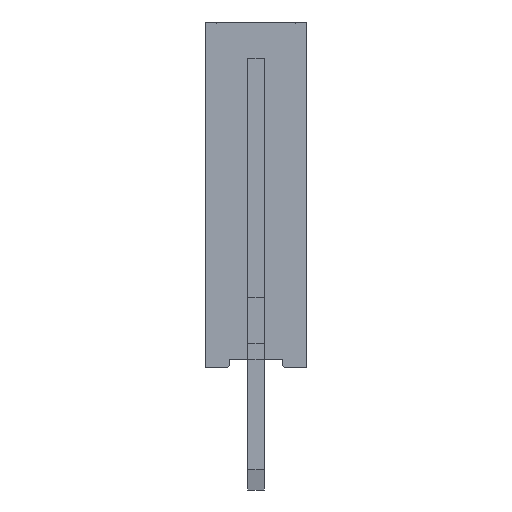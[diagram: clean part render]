
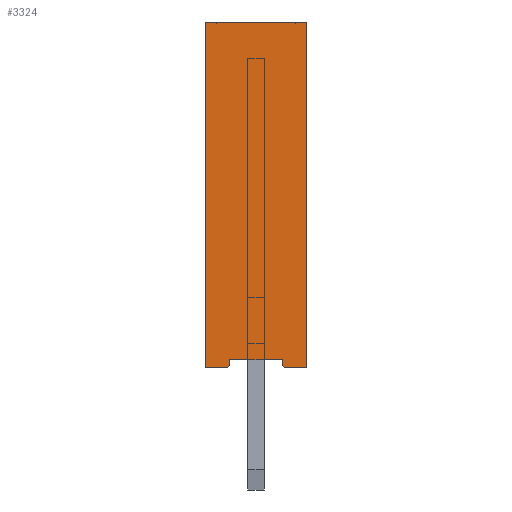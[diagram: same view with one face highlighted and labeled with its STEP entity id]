
A CAD part, front view. The second image highlights one B-rep face of the part: STEP entity #3324.
In plain terms, the highlighted planar face has unit normal (0, -1, 0).
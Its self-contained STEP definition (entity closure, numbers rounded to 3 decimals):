
#1048 = VERTEX_POINT('',#1049);
#1049 = CARTESIAN_POINT('',(-1.25,-74.93,0.));
#1055 = EDGE_CURVE('',#1056,#1048,#1058,.T.);
#1056 = VERTEX_POINT('',#1057);
#1057 = CARTESIAN_POINT('',(-0.75,-74.93,0.));
#1058 = LINE('',#1059,#1060);
#1059 = CARTESIAN_POINT('',(1.25,-74.93,0.));
#1060 = VECTOR('',#1061,1.);
#1061 = DIRECTION('',(-1.,0.,0.));
#1079 = EDGE_CURVE('',#1080,#1056,#1082,.T.);
#1080 = VERTEX_POINT('',#1081);
#1081 = CARTESIAN_POINT('',(-0.65,-74.93,0.1));
#1082 = CIRCLE('',#1083,0.1);
#1083 = AXIS2_PLACEMENT_3D('',#1084,#1085,#1086);
#1084 = CARTESIAN_POINT('',(-0.75,-74.93,0.1));
#1085 = DIRECTION('',(-0.,1.,0.));
#1086 = DIRECTION('',(1.,0.,0.));
#1104 = VERTEX_POINT('',#1105);
#1105 = CARTESIAN_POINT('',(-0.65,-74.93,0.2));
#1111 = EDGE_CURVE('',#1080,#1104,#1112,.T.);
#1112 = LINE('',#1113,#1114);
#1113 = CARTESIAN_POINT('',(-0.65,-74.93,0.1));
#1114 = VECTOR('',#1115,1.);
#1115 = DIRECTION('',(0.,0.,1.));
#1128 = VERTEX_POINT('',#1129);
#1129 = CARTESIAN_POINT('',(0.65,-74.93,0.2));
#1135 = EDGE_CURVE('',#1104,#1128,#1136,.T.);
#1136 = LINE('',#1137,#1138);
#1137 = CARTESIAN_POINT('',(0.95,-74.93,0.2));
#1138 = VECTOR('',#1139,1.);
#1139 = DIRECTION('',(1.,0.,0.));
#2172 = VERTEX_POINT('',#2173);
#2173 = CARTESIAN_POINT('',(0.65,-74.93,0.1));
#2179 = EDGE_CURVE('',#1128,#2172,#2180,.T.);
#2180 = LINE('',#2181,#2182);
#2181 = CARTESIAN_POINT('',(0.65,-74.93,0.05));
#2182 = VECTOR('',#2183,1.);
#2183 = DIRECTION('',(-0.,-0.,-1.));
#2196 = EDGE_CURVE('',#2197,#2172,#2199,.T.);
#2197 = VERTEX_POINT('',#2198);
#2198 = CARTESIAN_POINT('',(0.75,-74.93,0.));
#2199 = CIRCLE('',#2200,0.1);
#2200 = AXIS2_PLACEMENT_3D('',#2201,#2202,#2203);
#2201 = CARTESIAN_POINT('',(0.75,-74.93,0.1));
#2202 = DIRECTION('',(-0.,1.,0.));
#2203 = DIRECTION('',(1.,0.,0.));
#2221 = EDGE_CURVE('',#2222,#2197,#2224,.T.);
#2222 = VERTEX_POINT('',#2223);
#2223 = CARTESIAN_POINT('',(1.25,-74.93,0.));
#2224 = LINE('',#2225,#2226);
#2225 = CARTESIAN_POINT('',(1.25,-74.93,0.));
#2226 = VECTOR('',#2227,1.);
#2227 = DIRECTION('',(-1.,0.,0.));
#2245 = VERTEX_POINT('',#2246);
#2246 = CARTESIAN_POINT('',(1.25,-74.93,8.5));
#2252 = EDGE_CURVE('',#2222,#2245,#2253,.T.);
#2253 = LINE('',#2254,#2255);
#2254 = CARTESIAN_POINT('',(1.25,-74.93,0.));
#2255 = VECTOR('',#2256,1.);
#2256 = DIRECTION('',(0.,0.,1.));
#2269 = VERTEX_POINT('',#2270);
#2270 = CARTESIAN_POINT('',(-1.25,-74.93,8.5));
#2276 = EDGE_CURVE('',#2245,#2269,#2277,.T.);
#2277 = LINE('',#2278,#2279);
#2278 = CARTESIAN_POINT('',(1.25,-74.93,8.5));
#2279 = VECTOR('',#2280,1.);
#2280 = DIRECTION('',(-1.,0.,0.));
#3311 = EDGE_CURVE('',#1048,#2269,#3312,.T.);
#3312 = LINE('',#3313,#3314);
#3313 = CARTESIAN_POINT('',(-1.25,-74.93,0.));
#3314 = VECTOR('',#3315,1.);
#3315 = DIRECTION('',(0.,0.,1.));
#3324 = ADVANCED_FACE('',(#3325),#3337,.T.);
#3325 = FACE_BOUND('',#3326,.T.);
#3326 = EDGE_LOOP('',(#3327,#3328,#3329,#3330,#3331,#3332,#3333,#3334,
    #3335,#3336));
#3327 = ORIENTED_EDGE('',*,*,#2221,.F.);
#3328 = ORIENTED_EDGE('',*,*,#2252,.T.);
#3329 = ORIENTED_EDGE('',*,*,#2276,.T.);
#3330 = ORIENTED_EDGE('',*,*,#3311,.F.);
#3331 = ORIENTED_EDGE('',*,*,#1055,.F.);
#3332 = ORIENTED_EDGE('',*,*,#1079,.F.);
#3333 = ORIENTED_EDGE('',*,*,#1111,.T.);
#3334 = ORIENTED_EDGE('',*,*,#1135,.T.);
#3335 = ORIENTED_EDGE('',*,*,#2179,.T.);
#3336 = ORIENTED_EDGE('',*,*,#2196,.F.);
#3337 = PLANE('',#3338);
#3338 = AXIS2_PLACEMENT_3D('',#3339,#3340,#3341);
#3339 = CARTESIAN_POINT('',(1.25,-74.93,0.));
#3340 = DIRECTION('',(0.,-1.,0.));
#3341 = DIRECTION('',(-1.,0.,0.));
